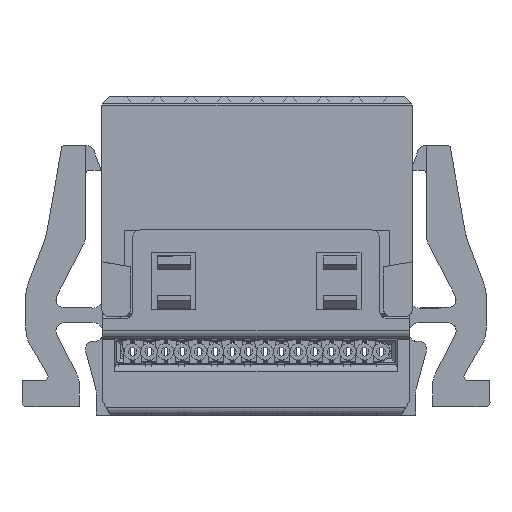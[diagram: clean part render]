
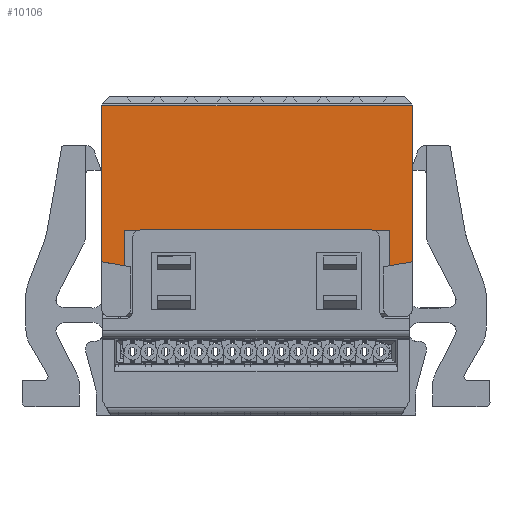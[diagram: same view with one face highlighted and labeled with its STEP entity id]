
A CAD part, front view. The second image highlights one B-rep face of the part: STEP entity #10106.
In plain terms, the highlighted planar face has unit normal (0, -1, 0).
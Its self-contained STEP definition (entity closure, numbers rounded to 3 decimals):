
#10056=AXIS2_PLACEMENT_3D('Plane Axis2P3D',#10053,#10054,#10055) ;
#3130=CARTESIAN_POINT('Vertex',(1.234,-34.956,9.429)) ;
#3133=CARTESIAN_POINT('Line Origine',(1.234,-34.956,6.439)) ;
#3137=CARTESIAN_POINT('Vertex',(1.234,-34.956,3.45)) ;
#3431=CARTESIAN_POINT('Vertex',(-10.676,-34.956,3.45)) ;
#3434=CARTESIAN_POINT('Line Origine',(-10.676,-34.956,6.439)) ;
#3438=CARTESIAN_POINT('Vertex',(-10.676,-34.956,9.429)) ;
#10053=CARTESIAN_POINT('Axis2P3D Location',(-10.92,-34.956,9.97)) ;
#10058=CARTESIAN_POINT('Line Origine',(-4.721,-34.956,9.429)) ;
#10063=CARTESIAN_POINT('Line Origine',(-10.236,-34.956,3.372)) ;
#10067=CARTESIAN_POINT('Vertex',(-9.796,-34.956,3.295)) ;
#10070=CARTESIAN_POINT('Line Origine',(-9.796,-34.956,3.972)) ;
#10074=CARTESIAN_POINT('Vertex',(-9.796,-34.956,4.65)) ;
#10077=CARTESIAN_POINT('Line Origine',(-4.721,-34.956,4.65)) ;
#10081=CARTESIAN_POINT('Vertex',(0.354,-34.956,4.65)) ;
#10084=CARTESIAN_POINT('Line Origine',(0.354,-34.956,3.972)) ;
#10088=CARTESIAN_POINT('Vertex',(0.354,-34.956,3.295)) ;
#10091=CARTESIAN_POINT('Line Origine',(0.794,-34.956,3.372)) ;
#3134=DIRECTION('Vector Direction',(0.,0.,1.)) ;
#3435=DIRECTION('Vector Direction',(0.,0.,-1.)) ;
#10054=DIRECTION('Axis2P3D Direction',(0.,-1.,0.)) ;
#10055=DIRECTION('Axis2P3D XDirection',(0.,0.,1.)) ;
#10059=DIRECTION('Vector Direction',(-1.,0.,0.)) ;
#10064=DIRECTION('Vector Direction',(0.985,0.,-0.174)) ;
#10071=DIRECTION('Vector Direction',(0.,0.,1.)) ;
#10078=DIRECTION('Vector Direction',(1.,0.,0.)) ;
#10085=DIRECTION('Vector Direction',(0.,0.,-1.)) ;
#10092=DIRECTION('Vector Direction',(0.985,0.,0.174)) ;
#3135=VECTOR('Line Direction',#3134,1.) ;
#3436=VECTOR('Line Direction',#3435,1.) ;
#10060=VECTOR('Line Direction',#10059,1.) ;
#10065=VECTOR('Line Direction',#10064,1.) ;
#10072=VECTOR('Line Direction',#10071,1.) ;
#10079=VECTOR('Line Direction',#10078,1.) ;
#10086=VECTOR('Line Direction',#10085,1.) ;
#10093=VECTOR('Line Direction',#10092,1.) ;
#10097=ORIENTED_EDGE('',*,*,#10062,.T.) ;
#10098=ORIENTED_EDGE('',*,*,#3440,.T.) ;
#10099=ORIENTED_EDGE('',*,*,#10069,.T.) ;
#10100=ORIENTED_EDGE('',*,*,#10076,.T.) ;
#10101=ORIENTED_EDGE('',*,*,#10083,.T.) ;
#10102=ORIENTED_EDGE('',*,*,#10090,.T.) ;
#10103=ORIENTED_EDGE('',*,*,#10095,.T.) ;
#10104=ORIENTED_EDGE('',*,*,#3139,.T.) ;
#10106=ADVANCED_FACE('1001\\DSC',(#10105),#10057,.T.) ;
#3139=EDGE_CURVE('',#3138,#3131,#3136,.T.) ;
#3440=EDGE_CURVE('',#3439,#3432,#3437,.T.) ;
#10062=EDGE_CURVE('',#3131,#3439,#10061,.T.) ;
#10069=EDGE_CURVE('',#3432,#10068,#10066,.T.) ;
#10076=EDGE_CURVE('',#10068,#10075,#10073,.T.) ;
#10083=EDGE_CURVE('',#10075,#10082,#10080,.T.) ;
#10090=EDGE_CURVE('',#10082,#10089,#10087,.T.) ;
#10095=EDGE_CURVE('',#10089,#3138,#10094,.T.) ;
#10096=EDGE_LOOP('',(#10097,#10098,#10099,#10100,#10101,#10102,#10103,#10104)) ;
#10105=FACE_OUTER_BOUND('',#10096,.T.) ;
#3136=LINE('Line',#3133,#3135) ;
#3437=LINE('Line',#3434,#3436) ;
#10061=LINE('Line',#10058,#10060) ;
#10066=LINE('Line',#10063,#10065) ;
#10073=LINE('Line',#10070,#10072) ;
#10080=LINE('Line',#10077,#10079) ;
#10087=LINE('Line',#10084,#10086) ;
#10094=LINE('Line',#10091,#10093) ;
#10057=PLANE('',#10056) ;
#3131=VERTEX_POINT('',#3130) ;
#3138=VERTEX_POINT('',#3137) ;
#3432=VERTEX_POINT('',#3431) ;
#3439=VERTEX_POINT('',#3438) ;
#10068=VERTEX_POINT('',#10067) ;
#10075=VERTEX_POINT('',#10074) ;
#10082=VERTEX_POINT('',#10081) ;
#10089=VERTEX_POINT('',#10088) ;
